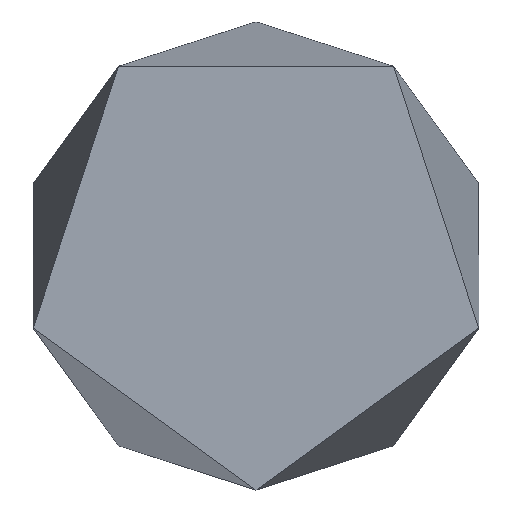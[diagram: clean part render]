
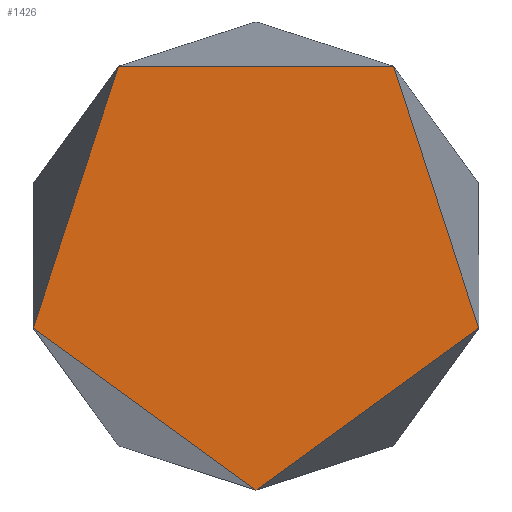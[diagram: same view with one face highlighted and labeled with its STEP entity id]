
A CAD part, top view. The second image highlights one B-rep face of the part: STEP entity #1426.
In plain terms, the highlighted free-form (B-spline) face has degree [1, 1] with [2, 2] control points.
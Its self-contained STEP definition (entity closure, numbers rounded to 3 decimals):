
#1426 = ADVANCED_FACE('',(#1427),#1464,.T.);
#1427 = FACE_BOUND('',#1428,.T.);
#1428 = EDGE_LOOP('',(#1429,#1438,#1445,#1452,#1459));
#1429 = ORIENTED_EDGE('',*,*,#1430,.T.);
#1430 = EDGE_CURVE('',#1431,#1433,#1435,.T.);
#1431 = VERTEX_POINT('',#1432);
#1432 = CARTESIAN_POINT('',(0.,-131.841,131.841));
#1433 = VERTEX_POINT('',#1434);
#1434 = CARTESIAN_POINT('',(125.388,-40.741,
    131.841));
#1435 = B_SPLINE_CURVE_WITH_KNOTS('',1,(#1436,#1437),.UNSPECIFIED.,.F.,
  .F.,(2,2),(-0.119,0.),.PIECEWISE_BEZIER_KNOTS.);
#1436 = CARTESIAN_POINT('',(0.,-131.841,131.841));
#1437 = CARTESIAN_POINT('',(125.388,-40.741,
    131.841));
#1438 = ORIENTED_EDGE('',*,*,#1439,.T.);
#1439 = EDGE_CURVE('',#1433,#1440,#1442,.T.);
#1440 = VERTEX_POINT('',#1441);
#1441 = CARTESIAN_POINT('',(77.494,106.661,
    131.841));
#1442 = B_SPLINE_CURVE_WITH_KNOTS('',1,(#1443,#1444),.UNSPECIFIED.,.F.,
  .F.,(2,2),(-0.119,-0.),.PIECEWISE_BEZIER_KNOTS.);
#1443 = CARTESIAN_POINT('',(125.388,-40.741,
    131.841));
#1444 = CARTESIAN_POINT('',(77.494,106.661,
    131.841));
#1445 = ORIENTED_EDGE('',*,*,#1446,.T.);
#1446 = EDGE_CURVE('',#1440,#1447,#1449,.T.);
#1447 = VERTEX_POINT('',#1448);
#1448 = CARTESIAN_POINT('',(-77.494,106.661,
    131.841));
#1449 = B_SPLINE_CURVE_WITH_KNOTS('',1,(#1450,#1451),.UNSPECIFIED.,.F.,
  .F.,(2,2),(-0.119,0.),.PIECEWISE_BEZIER_KNOTS.);
#1450 = CARTESIAN_POINT('',(77.494,106.661,
    131.841));
#1451 = CARTESIAN_POINT('',(-77.494,106.661,
    131.841));
#1452 = ORIENTED_EDGE('',*,*,#1453,.T.);
#1453 = EDGE_CURVE('',#1447,#1454,#1456,.T.);
#1454 = VERTEX_POINT('',#1455);
#1455 = CARTESIAN_POINT('',(-125.388,-40.741,
    131.841));
#1456 = B_SPLINE_CURVE_WITH_KNOTS('',1,(#1457,#1458),.UNSPECIFIED.,.F.,
  .F.,(2,2),(-0.119,-0.),.PIECEWISE_BEZIER_KNOTS.);
#1457 = CARTESIAN_POINT('',(-77.494,106.661,
    131.841));
#1458 = CARTESIAN_POINT('',(-125.388,-40.741,
    131.841));
#1459 = ORIENTED_EDGE('',*,*,#1460,.T.);
#1460 = EDGE_CURVE('',#1454,#1431,#1461,.T.);
#1461 = B_SPLINE_CURVE_WITH_KNOTS('',1,(#1462,#1463),.UNSPECIFIED.,.F.,
  .F.,(2,2),(-0.119,-0.),.PIECEWISE_BEZIER_KNOTS.);
#1462 = CARTESIAN_POINT('',(-125.388,-40.741,
    131.841));
#1463 = CARTESIAN_POINT('',(0.,-131.841,131.841));
#1464 = B_SPLINE_SURFACE_WITH_KNOTS('',1,1,(
    (#1465,#1466)
    ,(#1467,#1468
    )),.UNSPECIFIED.,.F.,.F.,.F.,(2,2),(2,2),(0.,1.),(0.,1.),
  .PIECEWISE_BEZIER_KNOTS.);
#1465 = CARTESIAN_POINT('',(-125.388,-131.841,
    131.841));
#1466 = CARTESIAN_POINT('',(-125.388,106.661,
    131.841));
#1467 = CARTESIAN_POINT('',(125.388,-131.841,
    131.841));
#1468 = CARTESIAN_POINT('',(125.388,106.661,
    131.841));
